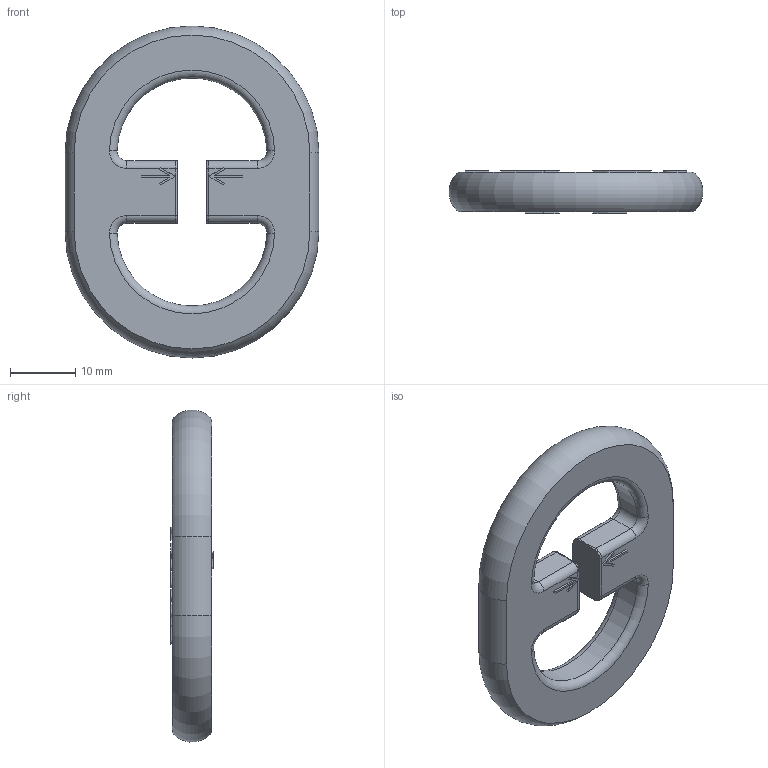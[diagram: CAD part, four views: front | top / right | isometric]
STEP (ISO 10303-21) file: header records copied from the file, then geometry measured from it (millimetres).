
FILE_DESCRIPTION((''),'2;1');
FILE_NAME('4VCG6','2005-01-19T',('jakubetz'),(''),'PRO/ENGINEER BY PARAMETRIC TECHNOLOGY CORPORATION, 2001400','PRO/ENGINEER BY PARAMETRIC TECHNOLOGY CORPORATION, 2001400','');
FILE_SCHEMA(('CONFIG_CONTROL_DESIGN'));
Length unit declared in the file: millimetre
Products named in the file (1): 4VCG6
Bounding box: 38.98 x 6.6 x 50.98 mm (x, y, z)
Volume: 6476.1 mm3; surface area: 3643.7 mm2
Topology: 1 solids, 1 shells, 588 faces, 1642 edges, 1080 vertices
Faces by surface type: plane 538, cylinder 28, torus 14, bspline 8
Entity records: 18722 total; most frequent: CARTESIAN_POINT 3600, ORIENTED_EDGE 3284, DIRECTION 2838, EDGE_CURVE 1642, VECTOR 1550, LINE 1550, VERTEX_POINT 1080, AXIS2_PLACEMENT_3D 644
